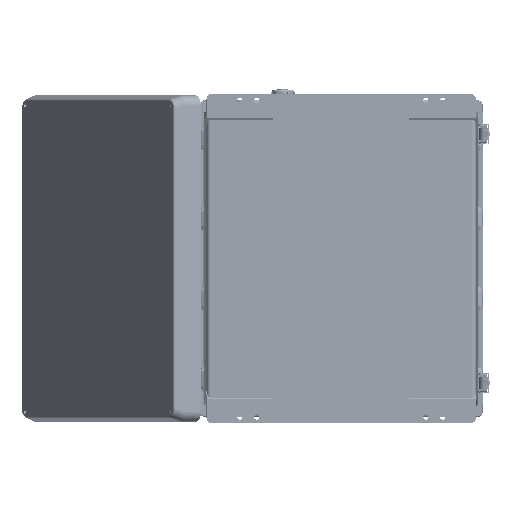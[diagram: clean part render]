
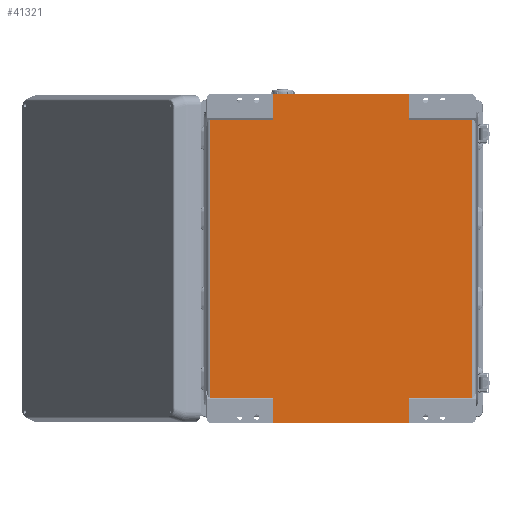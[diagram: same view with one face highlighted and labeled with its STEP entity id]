
A CAD part, front view. The second image highlights one B-rep face of the part: STEP entity #41321.
In plain terms, the highlighted planar face has unit normal (0, -1, 0).
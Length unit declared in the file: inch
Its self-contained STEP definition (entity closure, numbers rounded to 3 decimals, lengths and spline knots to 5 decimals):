
#289 = VERTEX_POINT ( 'NONE', #13598 ) ;
#3361 = CARTESIAN_POINT ( 'NONE',  ( -4.03163, 0.05906, 0. ) ) ;
#4416 = VERTEX_POINT ( 'NONE', #88285 ) ;
#5431 = CARTESIAN_POINT ( 'NONE',  ( -4.03163, 0.05906, 0.85787 ) ) ;
#7166 = VERTEX_POINT ( 'NONE', #67234 ) ;
#8623 = VERTEX_POINT ( 'NONE', #46222 ) ;
#9766 = ORIENTED_EDGE ( 'NONE', *, *, #66884, .F. ) ;
#10729 = VECTOR ( 'NONE', #58152, 39.37008 ) ;
#11169 = VECTOR ( 'NONE', #98082, 39.37008 ) ;
#11785 = VERTEX_POINT ( 'NONE', #3361 ) ;
#13179 = CARTESIAN_POINT ( 'NONE',  ( -4.03163, 0.05906, -1.51961 ) ) ;
#13481 = CARTESIAN_POINT ( 'NONE',  ( 4.03163, 0.05906, -17.96858 ) ) ;
#13598 = CARTESIAN_POINT ( 'NONE',  ( -7.73754, 0.05906, -17.96858 ) ) ;
#15229 = LINE ( 'NONE', #24236, #33352 ) ;
#16122 = VERTEX_POINT ( 'NONE', #48161 ) ;
#16324 = DIRECTION ( 'NONE',  ( 0., 0., 1. ) ) ;
#18016 = LINE ( 'NONE', #94951, #52192 ) ;
#19906 = DIRECTION ( 'NONE',  ( -1., 0., 0. ) ) ;
#20479 = DIRECTION ( 'NONE',  ( -1., 0., 0. ) ) ;
#21150 = EDGE_CURVE ( 'NONE', #81921, #11785, #107790, .T. ) ;
#21756 = LINE ( 'NONE', #30824, #92070 ) ;
#22323 = DIRECTION ( 'NONE',  ( -1., 0., 0. ) ) ;
#22435 = VERTEX_POINT ( 'NONE', #13481 ) ;
#24236 = CARTESIAN_POINT ( 'NONE',  ( -7.73754, 0.05906, -1.51961 ) ) ;
#24292 = EDGE_CURVE ( 'NONE', #289, #7166, #36328, .T. ) ;
#25211 = CARTESIAN_POINT ( 'NONE',  ( 4.03163, 0.05906, -20.34606 ) ) ;
#27062 = DIRECTION ( 'NONE',  ( 0., 0., 1. ) ) ;
#27714 = VERTEX_POINT ( 'NONE', #70632 ) ;
#29882 = CARTESIAN_POINT ( 'NONE',  ( 7.73754, 0.05906, -1.51961 ) ) ;
#30824 = CARTESIAN_POINT ( 'NONE',  ( 8.11811, 0.05906, -17.96858 ) ) ;
#31671 = EDGE_CURVE ( 'NONE', #16122, #43678, #99654, .T. ) ;
#32790 = VECTOR ( 'NONE', #99879, 39.37008 ) ;
#33352 = VECTOR ( 'NONE', #16324, 39.37008 ) ;
#33978 = ORIENTED_EDGE ( 'NONE', *, *, #63794, .F. ) ;
#36328 = LINE ( 'NONE', #62346, #45246 ) ;
#39355 = EDGE_CURVE ( 'NONE', #27714, #4416, #48311, .T. ) ;
#40208 = ORIENTED_EDGE ( 'NONE', *, *, #96632, .T. ) ;
#41321 = ADVANCED_FACE ( 'NONE', ( #47525 ), #81455, .F. ) ;
#42004 = EDGE_LOOP ( 'NONE', ( #86490, #75367, #87919, #72843, #9766, #33978, #80462, #40208, #46425, #82314, #63529, #86314 ) ) ;
#42290 = CARTESIAN_POINT ( 'NONE',  ( 8.11811, 0.05906, -1.51961 ) ) ;
#43678 = VERTEX_POINT ( 'NONE', #109045 ) ;
#45246 = VECTOR ( 'NONE', #105845, 39.37008 ) ;
#46074 = VERTEX_POINT ( 'NONE', #29882 ) ;
#46222 = CARTESIAN_POINT ( 'NONE',  ( 7.73754, 0.05906, -17.96858 ) ) ;
#46425 = ORIENTED_EDGE ( 'NONE', *, *, #39355, .T. ) ;
#46602 = AXIS2_PLACEMENT_3D ( 'NONE', #82569, #90512, #82015 ) ;
#47525 = FACE_OUTER_BOUND ( 'NONE', #42004, .T. ) ;
#48161 = CARTESIAN_POINT ( 'NONE',  ( 4.03163, 0.05906, -19.48819 ) ) ;
#48311 = LINE ( 'NONE', #91320, #60759 ) ;
#52192 = VECTOR ( 'NONE', #27062, 39.37008 ) ;
#53377 = EDGE_CURVE ( 'NONE', #57401, #81921, #91859, .T. ) ;
#55261 = CARTESIAN_POINT ( 'NONE',  ( -7.73754, 0.05906, -1.51961 ) ) ;
#57401 = VERTEX_POINT ( 'NONE', #55261 ) ;
#58152 = DIRECTION ( 'NONE',  ( -1., 0., 0. ) ) ;
#60759 = VECTOR ( 'NONE', #91880, 39.37008 ) ;
#62346 = CARTESIAN_POINT ( 'NONE',  ( -8.11811, 0.05906, -17.96858 ) ) ;
#62904 = LINE ( 'NONE', #97394, #100345 ) ;
#63529 = ORIENTED_EDGE ( 'NONE', *, *, #21150, .F. ) ;
#63794 = EDGE_CURVE ( 'NONE', #8623, #22435, #21756, .T. ) ;
#64058 = CARTESIAN_POINT ( 'NONE',  ( 8.11811, 0.05906, -19.48819 ) ) ;
#66884 = EDGE_CURVE ( 'NONE', #22435, #16122, #95338, .T. ) ;
#67234 = CARTESIAN_POINT ( 'NONE',  ( -4.03163, 0.05906, -17.96858 ) ) ;
#69740 = EDGE_CURVE ( 'NONE', #289, #57401, #15229, .T. ) ;
#70632 = CARTESIAN_POINT ( 'NONE',  ( 4.03163, 0.05906, -1.51961 ) ) ;
#72843 = ORIENTED_EDGE ( 'NONE', *, *, #31671, .F. ) ;
#73182 = CARTESIAN_POINT ( 'NONE',  ( -8.11811, 0.05906, -1.51961 ) ) ;
#75367 = ORIENTED_EDGE ( 'NONE', *, *, #24292, .T. ) ;
#79604 = DIRECTION ( 'NONE',  ( 0., 0., -1. ) ) ;
#80462 = ORIENTED_EDGE ( 'NONE', *, *, #101014, .T. ) ;
#81455 = PLANE ( 'NONE',  #46602 ) ;
#81921 = VERTEX_POINT ( 'NONE', #13179 ) ;
#82015 = DIRECTION ( 'NONE',  ( 0., 0., 1. ) ) ;
#82314 = ORIENTED_EDGE ( 'NONE', *, *, #91690, .T. ) ;
#82569 = CARTESIAN_POINT ( 'NONE',  ( 8.11811, 0.05906, -1.51961 ) ) ;
#85824 = LINE ( 'NONE', #42290, #10729 ) ;
#86314 = ORIENTED_EDGE ( 'NONE', *, *, #53377, .F. ) ;
#86490 = ORIENTED_EDGE ( 'NONE', *, *, #69740, .F. ) ;
#86498 = VECTOR ( 'NONE', #110052, 39.37008 ) ;
#87919 = ORIENTED_EDGE ( 'NONE', *, *, #99982, .T. ) ;
#88285 = CARTESIAN_POINT ( 'NONE',  ( 4.03163, 0.05906, 0. ) ) ;
#90512 = DIRECTION ( 'NONE',  ( 0., 1., 0. ) ) ;
#91320 = CARTESIAN_POINT ( 'NONE',  ( 4.03163, 0.05906, 0.85787 ) ) ;
#91690 = EDGE_CURVE ( 'NONE', #4416, #11785, #62904, .T. ) ;
#91859 = LINE ( 'NONE', #73182, #11169 ) ;
#91880 = DIRECTION ( 'NONE',  ( 0., 0., 1. ) ) ;
#92070 = VECTOR ( 'NONE', #22323, 39.37008 ) ;
#94951 = CARTESIAN_POINT ( 'NONE',  ( 7.73754, 0.05906, -1.51961 ) ) ;
#95338 = LINE ( 'NONE', #25211, #86498 ) ;
#96632 = EDGE_CURVE ( 'NONE', #46074, #27714, #85824, .T. ) ;
#97394 = CARTESIAN_POINT ( 'NONE',  ( 8.11811, 0.05906, 0. ) ) ;
#97694 = LINE ( 'NONE', #106711, #102469 ) ;
#98082 = DIRECTION ( 'NONE',  ( 1., 0., 0. ) ) ;
#99654 = LINE ( 'NONE', #64058, #105670 ) ;
#99879 = DIRECTION ( 'NONE',  ( 0., 0., 1. ) ) ;
#99982 = EDGE_CURVE ( 'NONE', #7166, #43678, #97694, .T. ) ;
#100345 = VECTOR ( 'NONE', #19906, 39.37008 ) ;
#101014 = EDGE_CURVE ( 'NONE', #8623, #46074, #18016, .T. ) ;
#102469 = VECTOR ( 'NONE', #79604, 39.37008 ) ;
#105670 = VECTOR ( 'NONE', #20479, 39.37008 ) ;
#105845 = DIRECTION ( 'NONE',  ( 1., 0., 0. ) ) ;
#106711 = CARTESIAN_POINT ( 'NONE',  ( -4.03163, 0.05906, -20.34606 ) ) ;
#107790 = LINE ( 'NONE', #5431, #32790 ) ;
#109045 = CARTESIAN_POINT ( 'NONE',  ( -4.03163, 0.05906, -19.48819 ) ) ;
#110052 = DIRECTION ( 'NONE',  ( 0., 0., -1. ) ) ;
